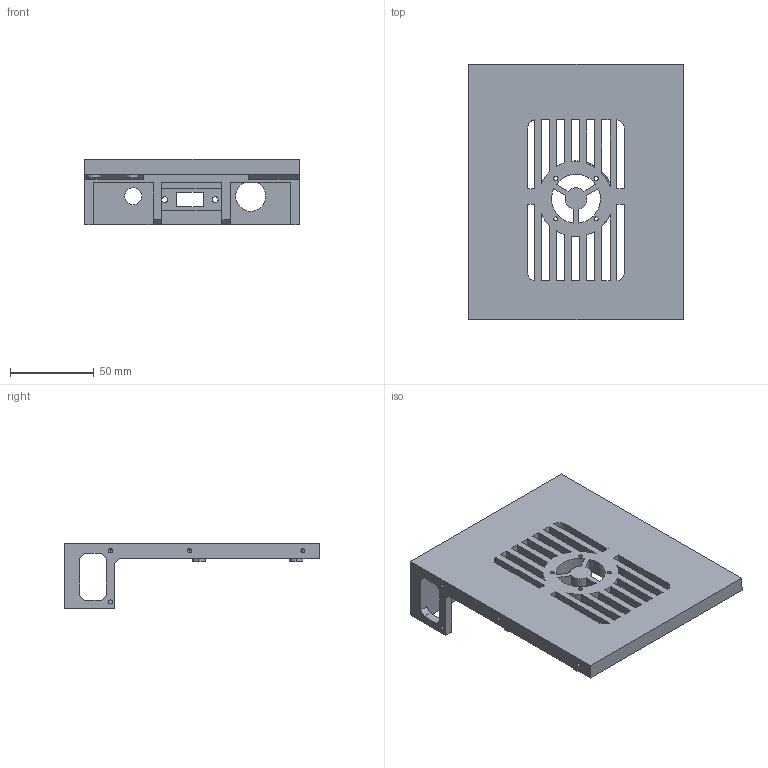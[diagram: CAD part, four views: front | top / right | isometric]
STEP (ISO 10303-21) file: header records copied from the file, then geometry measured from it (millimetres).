
FILE_DESCRIPTION (( 'STEP AP203' ), '1' );
FILE_NAME ('electronics base-1 (Default).STEP', '2021-11-19T20:30:22', ( '' ), ( '' ), 'SwSTEP 2.0', 'SolidWorks 2020', '' );
FILE_SCHEMA (( 'CONFIG_CONTROL_DESIGN' ));
Length unit declared in the file: millimetre
Products named in the file (1): electronics base-1 (Default)
Bounding box: 127.63 x 152 x 39 mm (x, y, z)
Volume: 163488.8 mm3; surface area: 63758.8 mm2
Topology: 1 solids, 1 shells, 220 faces, 648 edges, 405 vertices
Faces by surface type: plane 118, cylinder 70, cone 24, bspline 8
Entity records: 7724 total; most frequent: CARTESIAN_POINT 1725, ORIENTED_EDGE 1248, DIRECTION 1192, EDGE_CURVE 624, LINE 448, VECTOR 448, VERTEX_POINT 405, AXIS2_PLACEMENT_3D 372
